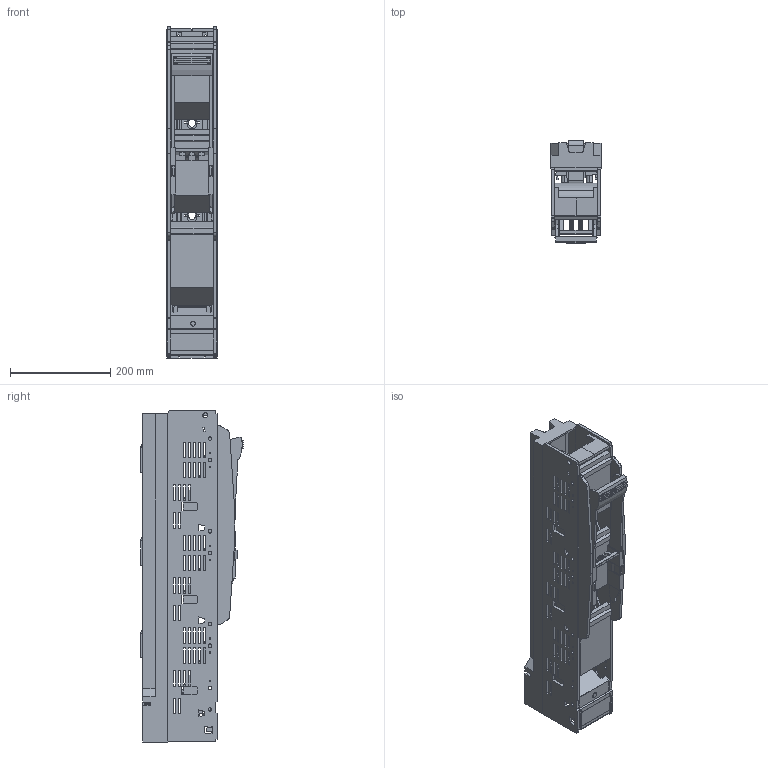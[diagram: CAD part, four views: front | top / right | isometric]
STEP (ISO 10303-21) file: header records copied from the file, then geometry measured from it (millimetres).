
FILE_DESCRIPTION(('CATIA V5 STEP'),'2;1');
FILE_NAME('L0550_NH_Sicherungslastschaltleiste_SL3_3x3_9_KM2G_F.stp','2018-08-21T13:22:56+00:00',('none'),('Jean Müller GmbH'),'CATIA Version 5 Release 19 SP 9 (IN-10)','CATIA V5 STEP AP214','none');
FILE_SCHEMA(('AUTOMOTIVE_DESIGN { 1 0 10303 214 1 1 1 1 }'));
Products named in the file (1): L0550_NH-Sicherungslastschaltleiste
Bounding box: 100 x 204.81 x 662 mm (x, y, z)
Volume: 3222284.4 mm3; surface area: 1121412 mm2
Topology: 14 solids, 14 shells, 3108 faces, 8354 edges, 5273 vertices
Faces by surface type: plane 2617, cylinder 354, bspline 88, cone 49
Entity records: 97512 total; most frequent: CARTESIAN_POINT 24483, ORIENTED_EDGE 16696, DIRECTION 12024, EDGE_CURVE 8348, VECTOR 6735, LINE 6735, VERTEX_POINT 5273, EDGE_LOOP 3491
